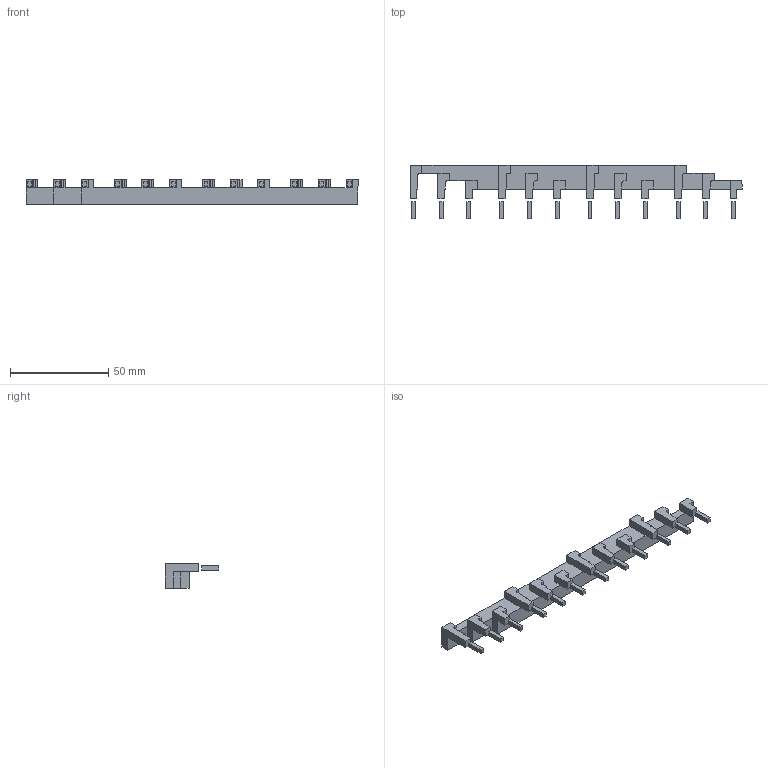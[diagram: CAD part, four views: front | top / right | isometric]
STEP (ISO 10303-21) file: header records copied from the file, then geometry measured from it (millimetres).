
FILE_DESCRIPTION((' '),'2;1');
FILE_NAME('KT7-32-DB-45-4_3D.stp','2012-04-03T14:55:44',(' '),(' '),' ','ACIS',' ');
FILE_SCHEMA(('CONFIG_CONTROL_DESIGN'));
Length unit declared in the file: millimetre
Products named in the file (14): KT7-32-DB-45-4_3D.stp; Body1; Body2; Body3; Body4; Body5; Body6; Body7; Body8; Body9; Body10; Body11; Body12; Body13
Assembly tree (13 placements, depth 2):
  KT7-32-DB-45-4_3D.stp
    Body1
    Body2
    Body3
    Body4
    Body5
    Body6
    Body7
    Body8
    Body9
    Body10
    Body11
    Body12
    Body13
Bounding box: 169.3 x 27.4 x 12.3 mm (x, y, z)
Volume: 17481.3 mm3; surface area: 9824.5 mm2
Topology: 13 solids, 13 shells, 187 faces, 470 edges, 309 vertices
Faces by surface type: plane 179, cylinder 8
Entity records: 7458 total; most frequent: CARTESIAN_POINT 993, ORIENTED_EDGE 940, DIRECTION 915, EDGE_CURVE 470, VECTOR 453, LINE 453, VERTEX_POINT 309, AXIS2_PLACEMENT_3D 231
